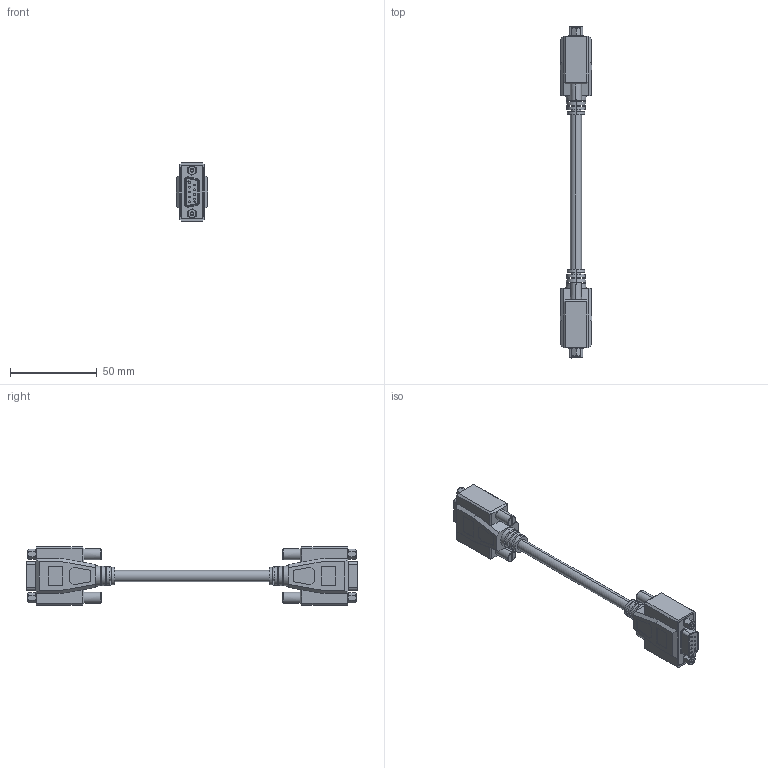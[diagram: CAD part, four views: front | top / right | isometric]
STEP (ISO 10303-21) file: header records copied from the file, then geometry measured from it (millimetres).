
FILE_DESCRIPTION (( 'STEP AP214' ), '1' );
FILE_NAME ('CSNULL9FF.STEP', '2007-11-09T18:53:37', ( ' ' ), ( ' ' ), 'SwSTEP 2.0', 'SolidWorks 2007', '' );
FILE_SCHEMA (( 'AUTOMOTIVE_DESIGN' ));
Length unit declared in the file: inch
Products named in the file (6): MTN-007; 1AL08-029_3.5" lONG; SD9S_Supplier Connector; SDHS-PROD_DEFAULT; CSNULL9FF; 3AA01-011
Assembly tree (13 placements, depth 2):
  CSNULL9FF
    3AA01-011  x4
    SD9S_Supplier Connector  x2
    SDHS-PROD_DEFAULT  x4
    1AL08-029_3.5" lONG
    MTN-007  x2
Bounding box: 18.01 x 190.86 x 33.35 mm (x, y, z)
Volume: 39121 mm3; surface area: 18274.4 mm2
Topology: 13 solids, 13 shells, 704 faces, 1630 edges, 1014 vertices
Faces by surface type: plane 332, cylinder 202, cone 132, bspline 28, torus 10
Entity records: 10544 total; most frequent: CARTESIAN_POINT 2453, DIRECTION 1400, ORIENTED_EDGE 1340, EDGE_CURVE 670, AXIS2_PLACEMENT_3D 502, VERTEX_POINT 423, VECTOR 396, LINE 396
